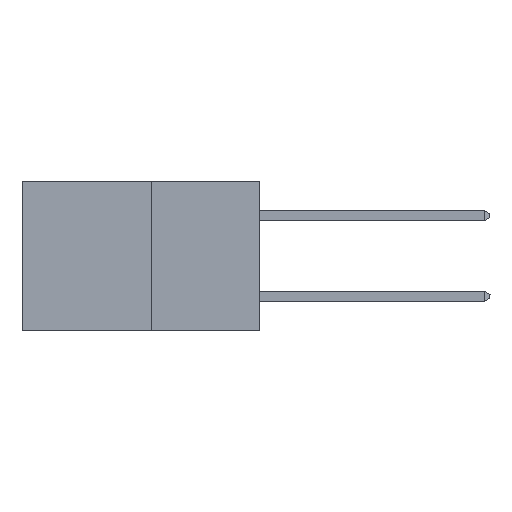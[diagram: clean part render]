
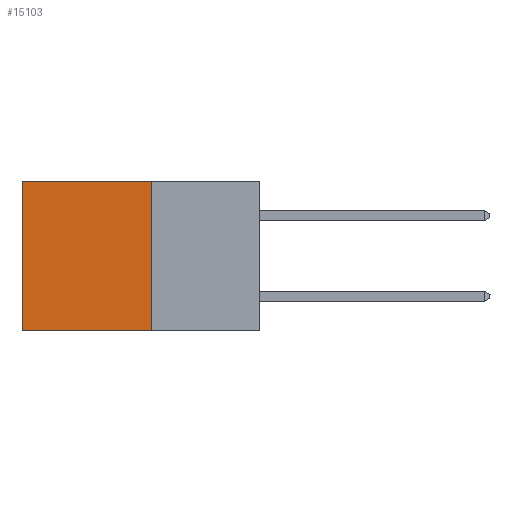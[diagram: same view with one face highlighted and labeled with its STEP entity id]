
A CAD part, left-side view. The second image highlights one B-rep face of the part: STEP entity #15103.
In plain terms, the highlighted planar face has unit normal (-1, 0, 0).
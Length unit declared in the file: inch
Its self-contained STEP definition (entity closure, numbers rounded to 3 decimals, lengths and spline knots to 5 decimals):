
#282 = VERTEX_POINT ( 'NONE', #15578 ) ;
#670 = VERTEX_POINT ( 'NONE', #10381 ) ;
#1106 = CARTESIAN_POINT ( 'NONE',  ( 0.277, 0.27, -0.37 ) ) ;
#1381 = EDGE_LOOP ( 'NONE', ( #6843, #21180, #9572, #19134 ) ) ;
#3587 = EDGE_CURVE ( 'NONE', #7590, #282, #18087, .T. ) ;
#4499 = DIRECTION ( 'NONE',  ( 0., 0., -1. ) ) ;
#4678 = EDGE_CURVE ( 'NONE', #7590, #670, #9253, .T. ) ;
#5256 = CARTESIAN_POINT ( 'NONE',  ( 0.277, 0.27, 0. ) ) ;
#5300 = VERTEX_POINT ( 'NONE', #11358 ) ;
#5562 = VECTOR ( 'NONE', #14351, 39.37008 ) ;
#6141 = LINE ( 'NONE', #1106, #15862 ) ;
#6416 = EDGE_CURVE ( 'NONE', #670, #5300, #21024, .T. ) ;
#6484 = PLANE ( 'NONE',  #14682 ) ;
#6843 = ORIENTED_EDGE ( 'NONE', *, *, #6416, .T. ) ;
#7590 = VERTEX_POINT ( 'NONE', #17595 ) ;
#8425 = DIRECTION ( 'NONE',  ( 1., 0., 0. ) ) ;
#9253 = LINE ( 'NONE', #5256, #24062 ) ;
#9572 = ORIENTED_EDGE ( 'NONE', *, *, #3587, .F. ) ;
#10381 = CARTESIAN_POINT ( 'NONE',  ( 0.277, 0.59, 0. ) ) ;
#11358 = CARTESIAN_POINT ( 'NONE',  ( 0.277, 0.59, -0.37 ) ) ;
#12953 = VECTOR ( 'NONE', #4499, 39.37008 ) ;
#14351 = DIRECTION ( 'NONE',  ( 0., 0., -1. ) ) ;
#14682 = AXIS2_PLACEMENT_3D ( 'NONE', #20072, #8425, #22006 ) ;
#15103 = ADVANCED_FACE ( 'NONE', ( #20476 ), #6484, .F. ) ;
#15578 = CARTESIAN_POINT ( 'NONE',  ( 0.277, 0.27, -0.37 ) ) ;
#15862 = VECTOR ( 'NONE', #16656, 39.37008 ) ;
#16656 = DIRECTION ( 'NONE',  ( 0., 1., 0. ) ) ;
#17564 = CARTESIAN_POINT ( 'NONE',  ( 0.277, 0.27, -0.37 ) ) ;
#17595 = CARTESIAN_POINT ( 'NONE',  ( 0.277, 0.27, 0. ) ) ;
#18087 = LINE ( 'NONE', #17564, #12953 ) ;
#19134 = ORIENTED_EDGE ( 'NONE', *, *, #4678, .T. ) ;
#20072 = CARTESIAN_POINT ( 'NONE',  ( 0.277, 0.27, -0.37 ) ) ;
#20476 = FACE_OUTER_BOUND ( 'NONE', #1381, .T. ) ;
#20771 = DIRECTION ( 'NONE',  ( 0., 1., 0. ) ) ;
#21024 = LINE ( 'NONE', #23963, #5562 ) ;
#21180 = ORIENTED_EDGE ( 'NONE', *, *, #23645, .F. ) ;
#22006 = DIRECTION ( 'NONE',  ( 0., 0., -1. ) ) ;
#23645 = EDGE_CURVE ( 'NONE', #282, #5300, #6141, .T. ) ;
#23963 = CARTESIAN_POINT ( 'NONE',  ( 0.277, 0.59, -0.37 ) ) ;
#24062 = VECTOR ( 'NONE', #20771, 39.37008 ) ;
